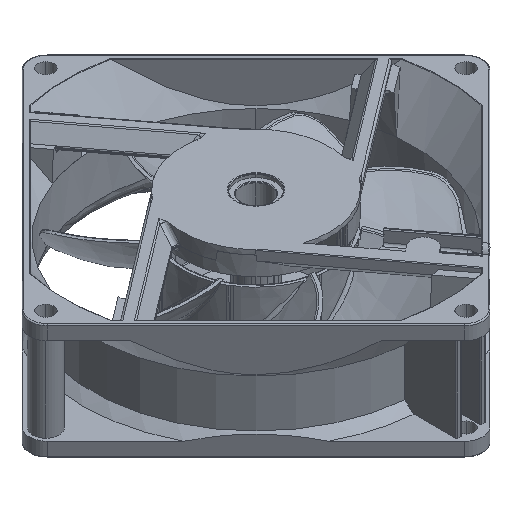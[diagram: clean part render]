
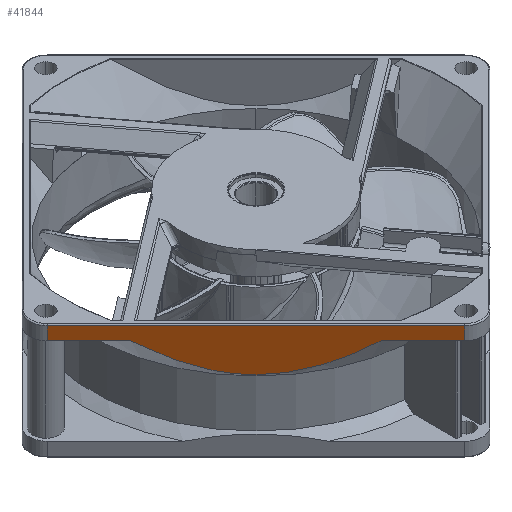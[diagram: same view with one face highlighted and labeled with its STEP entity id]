
A CAD part, isometric view. The second image highlights one B-rep face of the part: STEP entity #41844.
In plain terms, the highlighted planar face has unit normal (-0.707, -0.707, 0).
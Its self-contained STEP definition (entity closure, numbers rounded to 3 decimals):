
#27759=CARTESIAN_POINT('',(-49.803,-15.203,12.246));
#27760=CARTESIAN_POINT('',(-48.503,-16.504,
11.095));
#27761=CARTESIAN_POINT('',(-45.965,-19.042,
9.057));
#27762=CARTESIAN_POINT('',(-42.525,-22.482,
6.852));
#27763=CARTESIAN_POINT('',(-38.986,-26.02,
5.184));
#27764=CARTESIAN_POINT('',(-35.421,-29.586,
4.224));
#27765=CARTESIAN_POINT('',(-33.381,-31.626,
4.07));
#27766=CARTESIAN_POINT('',(-32.415,-32.591,
4.07));
#27768=CARTESIAN_POINT('',(-32.415,-32.591,
4.07));
#27769=CARTESIAN_POINT('',(-31.607,-33.4,
4.07));
#27770=CARTESIAN_POINT('',(-29.891,-35.116,
4.189));
#27771=CARTESIAN_POINT('',(-27.093,-37.914,
4.795));
#27772=CARTESIAN_POINT('',(-23.836,-41.17,
6.081));
#27773=CARTESIAN_POINT('',(-21.202,-43.805,
7.535));
#27774=CARTESIAN_POINT('',(-18.193,-46.814,
9.578));
#27775=CARTESIAN_POINT('',(-16.104,-48.902,
11.293));
#27776=CARTESIAN_POINT('',(-15.027,-49.979,12.246));
#28141=DIRECTION('',(-0.707,0.707,0.));
#28142=VECTOR('',#28141,82.);
#28143=CARTESIAN_POINT('',(-3.424,-61.583,15.846));
#28144=LINE('',#28143,#28142);
#28520=DIRECTION('',(0.,0.,1.));
#28521=VECTOR('',#28520,3.6);
#28522=CARTESIAN_POINT('',(-3.424,-61.583,12.246));
#28523=LINE('',#28522,#28521);
#28524=DIRECTION('',(-0.707,0.707,0.));
#28525=VECTOR('',#28524,16.41);
#28526=CARTESIAN_POINT('',(-49.803,-15.203,12.246));
#28527=LINE('',#28526,#28525);
#28528=DIRECTION('',(-0.707,0.707,0.));
#28529=VECTOR('',#28528,16.41);
#28530=CARTESIAN_POINT('',(-3.424,-61.583,12.246));
#28531=LINE('',#28530,#28529);
#28532=DIRECTION('',(0.,0.,-1.));
#28533=VECTOR('',#28532,3.6);
#28534=CARTESIAN_POINT('',(-61.407,-3.6,15.846));
#28535=LINE('',#28534,#28533);
#35505=CARTESIAN_POINT('',(-49.803,-15.203,12.246));
#35507=VERTEX_POINT('',#35505);
#35509=VERTEX_POINT('',#27766);
#35510=VERTEX_POINT('',#27776);
#35520=CARTESIAN_POINT('',(-61.407,-3.6,12.246));
#35521=VERTEX_POINT('',#35520);
#35580=CARTESIAN_POINT('',(-61.407,-3.6,15.846));
#35581=VERTEX_POINT('',#35580);
#35584=CARTESIAN_POINT('',(-3.424,-61.583,15.846));
#35585=VERTEX_POINT('',#35584);
#35652=CARTESIAN_POINT('',(-3.424,-61.583,12.246));
#35653=VERTEX_POINT('',#35652);
#41829=CARTESIAN_POINT('',(-3.424,-61.583,
37.748));
#41830=DIRECTION('',(-0.707,-0.707,0.));
#41831=DIRECTION('',(0.707,-0.707,0.));
#41832=AXIS2_PLACEMENT_3D('',#41829,#41830,#41831);
#41833=PLANE('',#41832);
#41834=ORIENTED_EDGE('',*,*,#40918,.F.);
#41835=ORIENTED_EDGE('',*,*,#40948,.T.);
#41837=ORIENTED_EDGE('',*,*,#41836,.F.);
#41838=ORIENTED_EDGE('',*,*,#41344,.F.);
#41839=ORIENTED_EDGE('',*,*,#41823,.F.);
#41840=ORIENTED_EDGE('',*,*,#41662,.T.);
#41841=ORIENTED_EDGE('',*,*,#40920,.F.);
#41842=EDGE_LOOP('',(#41834,#41835,#41837,#41838,#41839,#41840,#41841));
#41843=FACE_OUTER_BOUND('',#41842,.F.);
#27767=B_SPLINE_CURVE_WITH_KNOTS('',3,(#27759,#27760,#27761,#27762,#27763,
#27764,#27765,#27766),.UNSPECIFIED.,.F.,.F.,(4,1,1,1,1,4),(0.,0.2,0.4,
0.6,0.8,1.),.UNSPECIFIED.);
#27777=B_SPLINE_CURVE_WITH_KNOTS('',3,(#27768,#27769,#27770,#27771,#27772,
#27773,#27774,#27775,#27776),.UNSPECIFIED.,.F.,.F.,(4,1,1,1,1,1,4),(0.,
0.167,0.333,0.5,0.667,0.833,
1.),.UNSPECIFIED.);
#40918=EDGE_CURVE('',#35507,#35509,#27767,.T.);
#40920=EDGE_CURVE('',#35509,#35510,#27777,.T.);
#40948=EDGE_CURVE('',#35507,#35521,#28527,.T.);
#41344=EDGE_CURVE('',#35585,#35581,#28144,.T.);
#41662=EDGE_CURVE('',#35653,#35510,#28531,.T.);
#41823=EDGE_CURVE('',#35653,#35585,#28523,.T.);
#41836=EDGE_CURVE('',#35581,#35521,#28535,.T.);
#41844=ADVANCED_FACE('',(#41843),#41833,.T.);
